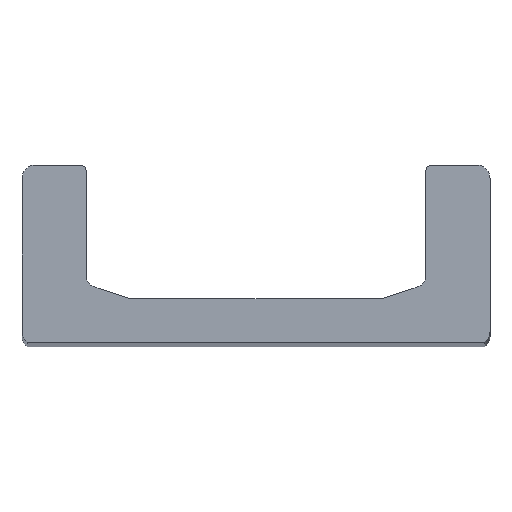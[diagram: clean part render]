
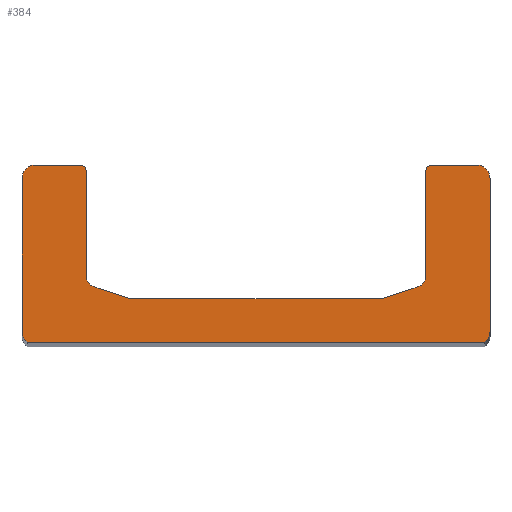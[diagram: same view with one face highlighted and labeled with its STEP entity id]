
A CAD part, top view. The second image highlights one B-rep face of the part: STEP entity #384.
In plain terms, the highlighted planar face has unit normal (0, 0, 1).
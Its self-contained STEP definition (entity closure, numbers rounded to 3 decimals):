
#15=CIRCLE('',#407,2.);
#17=CIRCLE('',#411,4.);
#19=CIRCLE('',#417,4.);
#21=CIRCLE('',#421,2.);
#23=CIRCLE('',#425,5.);
#25=CIRCLE('',#429,5.);
#27=CIRCLE('',#433,5.);
#29=CIRCLE('',#437,5.);
#58=FACE_OUTER_BOUND('',#78,.T.);
#78=EDGE_LOOP('',(#335,#336,#337,#338,#339,#340,#341,#342,#343,#344,#345,
#346,#347,#348,#349,#350,#351,#352));
#79=LINE('',#557,#117);
#84=LINE('',#571,#122);
#88=LINE('',#583,#126);
#91=LINE('',#589,#129);
#94=LINE('',#595,#132);
#98=LINE('',#607,#136);
#102=LINE('',#619,#140);
#106=LINE('',#631,#144);
#110=LINE('',#643,#148);
#114=LINE('',#655,#152);
#117=VECTOR('',#445,10.);
#122=VECTOR('',#458,10.);
#126=VECTOR('',#470,10.);
#129=VECTOR('',#475,10.);
#132=VECTOR('',#480,10.);
#136=VECTOR('',#492,10.);
#140=VECTOR('',#504,10.);
#144=VECTOR('',#516,10.);
#148=VECTOR('',#528,10.);
#152=VECTOR('',#540,10.);
#155=VERTEX_POINT('',#555);
#156=VERTEX_POINT('',#556);
#159=VERTEX_POINT('',#564);
#161=VERTEX_POINT('',#570);
#163=VERTEX_POINT('',#576);
#165=VERTEX_POINT('',#582);
#167=VERTEX_POINT('',#588);
#169=VERTEX_POINT('',#594);
#171=VERTEX_POINT('',#600);
#173=VERTEX_POINT('',#606);
#175=VERTEX_POINT('',#612);
#177=VERTEX_POINT('',#618);
#179=VERTEX_POINT('',#624);
#181=VERTEX_POINT('',#630);
#183=VERTEX_POINT('',#636);
#185=VERTEX_POINT('',#642);
#187=VERTEX_POINT('',#648);
#189=VERTEX_POINT('',#654);
#191=EDGE_CURVE('',#155,#156,#79,.T.);
#195=EDGE_CURVE('',#156,#159,#15,.T.);
#198=EDGE_CURVE('',#159,#161,#84,.T.);
#201=EDGE_CURVE('',#161,#163,#17,.T.);
#204=EDGE_CURVE('',#163,#165,#88,.T.);
#207=EDGE_CURVE('',#165,#167,#91,.T.);
#210=EDGE_CURVE('',#167,#169,#94,.T.);
#213=EDGE_CURVE('',#169,#171,#19,.T.);
#216=EDGE_CURVE('',#171,#173,#98,.T.);
#219=EDGE_CURVE('',#173,#175,#21,.T.);
#222=EDGE_CURVE('',#175,#177,#102,.T.);
#225=EDGE_CURVE('',#177,#179,#23,.T.);
#228=EDGE_CURVE('',#179,#181,#106,.T.);
#231=EDGE_CURVE('',#181,#183,#25,.T.);
#234=EDGE_CURVE('',#183,#185,#110,.T.);
#237=EDGE_CURVE('',#185,#187,#27,.T.);
#240=EDGE_CURVE('',#187,#189,#114,.T.);
#243=EDGE_CURVE('',#189,#155,#29,.T.);
#335=ORIENTED_EDGE('',*,*,#191,.F.);
#336=ORIENTED_EDGE('',*,*,#243,.F.);
#337=ORIENTED_EDGE('',*,*,#240,.F.);
#338=ORIENTED_EDGE('',*,*,#237,.F.);
#339=ORIENTED_EDGE('',*,*,#234,.F.);
#340=ORIENTED_EDGE('',*,*,#231,.F.);
#341=ORIENTED_EDGE('',*,*,#228,.F.);
#342=ORIENTED_EDGE('',*,*,#225,.F.);
#343=ORIENTED_EDGE('',*,*,#222,.F.);
#344=ORIENTED_EDGE('',*,*,#219,.F.);
#345=ORIENTED_EDGE('',*,*,#216,.F.);
#346=ORIENTED_EDGE('',*,*,#213,.F.);
#347=ORIENTED_EDGE('',*,*,#210,.F.);
#348=ORIENTED_EDGE('',*,*,#207,.F.);
#349=ORIENTED_EDGE('',*,*,#204,.F.);
#350=ORIENTED_EDGE('',*,*,#201,.F.);
#351=ORIENTED_EDGE('',*,*,#198,.F.);
#352=ORIENTED_EDGE('',*,*,#195,.F.);
#364=PLANE('',#440);
#384=ADVANCED_FACE('',(#58),#364,.T.);
#407=AXIS2_PLACEMENT_3D('',#565,#451,#452);
#411=AXIS2_PLACEMENT_3D('',#577,#463,#464);
#417=AXIS2_PLACEMENT_3D('',#601,#485,#486);
#421=AXIS2_PLACEMENT_3D('',#613,#497,#498);
#425=AXIS2_PLACEMENT_3D('',#625,#509,#510);
#429=AXIS2_PLACEMENT_3D('',#637,#521,#522);
#433=AXIS2_PLACEMENT_3D('',#649,#533,#534);
#437=AXIS2_PLACEMENT_3D('',#660,#545,#546);
#440=AXIS2_PLACEMENT_3D('',#663,#551,#552);
#445=DIRECTION('',(1.,0.,0.));
#451=DIRECTION('center_axis',(0.,0.,-1.));
#452=DIRECTION('ref_axis',(1.,0.,0.));
#458=DIRECTION('',(0.,-1.,0.));
#463=DIRECTION('center_axis',(0.,0.,1.));
#464=DIRECTION('ref_axis',(1.,0.,0.));
#470=DIRECTION('',(0.949,-0.316,0.));
#475=DIRECTION('',(1.,0.,0.));
#480=DIRECTION('',(0.949,0.316,0.));
#485=DIRECTION('center_axis',(0.,0.,1.));
#486=DIRECTION('ref_axis',(-0.168,0.986,0.));
#492=DIRECTION('',(0.,1.,0.));
#497=DIRECTION('center_axis',(0.,0.,-1.));
#498=DIRECTION('ref_axis',(0.,1.,0.));
#504=DIRECTION('',(1.,0.,0.));
#509=DIRECTION('center_axis',(0.,0.,-1.));
#510=DIRECTION('ref_axis',(1.,0.,0.));
#516=DIRECTION('',(0.,-1.,0.));
#521=DIRECTION('center_axis',(0.,0.,-1.));
#522=DIRECTION('ref_axis',(0.6,-0.8,0.));
#528=DIRECTION('',(-1.,0.,0.));
#533=DIRECTION('center_axis',(0.,0.,-1.));
#534=DIRECTION('ref_axis',(-1.,0.,0.));
#540=DIRECTION('',(0.,1.,0.));
#545=DIRECTION('center_axis',(0.,0.,-1.));
#546=DIRECTION('ref_axis',(0.,1.,0.));
#551=DIRECTION('center_axis',(0.,0.,1.));
#552=DIRECTION('ref_axis',(1.,0.,0.));
#555=CARTESIAN_POINT('',(5.035,66.062,1000.));
#556=CARTESIAN_POINT('',(21.985,66.062,1000.));
#557=CARTESIAN_POINT('',(21.985,66.062,1000.));
#564=CARTESIAN_POINT('',(23.985,64.062,1000.));
#565=CARTESIAN_POINT('Origin',(21.985,64.062,1000.));
#570=CARTESIAN_POINT('',(23.985,24.445,1000.));
#571=CARTESIAN_POINT('',(23.985,24.445,1000.));
#576=CARTESIAN_POINT('',(27.315,20.502,1000.));
#577=CARTESIAN_POINT('Origin',(27.985,24.445,1000.));
#582=CARTESIAN_POINT('',(40.635,16.062,1000.));
#583=CARTESIAN_POINT('',(40.635,16.062,1000.));
#588=CARTESIAN_POINT('',(134.435,16.062,1000.));
#589=CARTESIAN_POINT('',(134.435,16.062,1000.));
#594=CARTESIAN_POINT('',(147.755,20.502,1000.));
#595=CARTESIAN_POINT('',(147.755,20.502,1000.));
#600=CARTESIAN_POINT('',(151.085,24.445,1000.));
#601=CARTESIAN_POINT('Origin',(147.085,24.445,1000.));
#606=CARTESIAN_POINT('',(151.085,64.062,1000.));
#607=CARTESIAN_POINT('',(151.085,64.062,1000.));
#612=CARTESIAN_POINT('',(153.085,66.062,1000.));
#613=CARTESIAN_POINT('Origin',(153.085,64.062,1000.));
#618=CARTESIAN_POINT('',(170.035,66.062,1000.));
#619=CARTESIAN_POINT('',(170.035,66.062,1000.));
#624=CARTESIAN_POINT('',(175.035,61.062,1000.));
#625=CARTESIAN_POINT('Origin',(170.035,61.062,1000.));
#630=CARTESIAN_POINT('',(175.035,3.862,1000.));
#631=CARTESIAN_POINT('',(175.035,3.862,1000.));
#636=CARTESIAN_POINT('',(173.035,-0.138,1000.));
#637=CARTESIAN_POINT('Origin',(170.035,3.862,1000.));
#642=CARTESIAN_POINT('',(2.035,-0.138,1000.));
#643=CARTESIAN_POINT('',(2.035,-0.138,1000.));
#648=CARTESIAN_POINT('',(0.035,3.862,1000.));
#649=CARTESIAN_POINT('Origin',(5.035,3.862,1000.));
#654=CARTESIAN_POINT('',(0.035,61.062,1000.));
#655=CARTESIAN_POINT('',(0.035,61.062,1000.));
#660=CARTESIAN_POINT('Origin',(5.035,61.062,1000.));
#663=CARTESIAN_POINT('Origin',(87.535,23.34,1000.));
